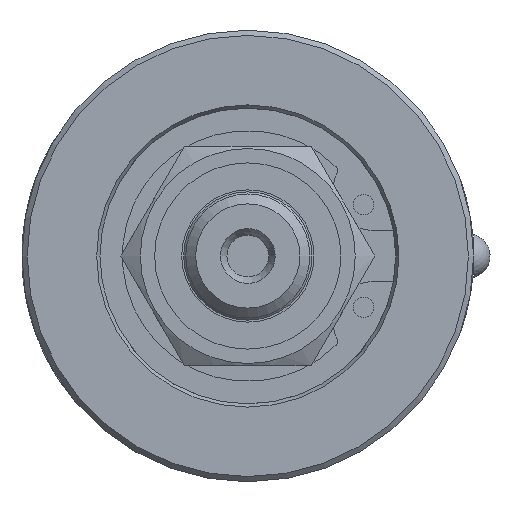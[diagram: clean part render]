
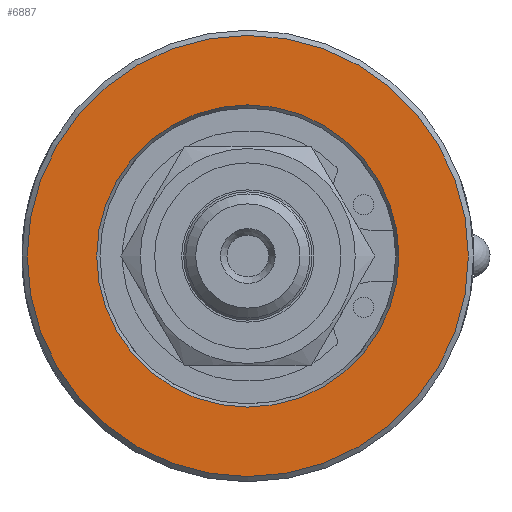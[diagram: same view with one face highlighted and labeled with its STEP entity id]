
A CAD part, left-side view. The second image highlights one B-rep face of the part: STEP entity #6887.
In plain terms, the highlighted planar face has unit normal (-1, 0, 0).
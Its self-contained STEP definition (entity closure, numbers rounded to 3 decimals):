
#92=FACE_BOUND('',#1602,.T.);
#1166=FACE_OUTER_BOUND('',#1601,.T.);
#1601=EDGE_LOOP('',(#6297));
#1602=EDGE_LOOP('',(#6298,#6299));
#2634=CIRCLE('',#7366,11.6);
#2635=CIRCLE('',#7367,11.6);
#2665=CIRCLE('',#7415,16.935);
#3305=VERTEX_POINT('',#54434);
#3306=VERTEX_POINT('',#54436);
#3338=VERTEX_POINT('',#54532);
#4288=EDGE_CURVE('',#3306,#3305,#2634,.T.);
#4289=EDGE_CURVE('',#3305,#3306,#2635,.T.);
#4334=EDGE_CURVE('',#3338,#3338,#2665,.T.);
#6297=ORIENTED_EDGE('',*,*,#4334,.F.);
#6298=ORIENTED_EDGE('',*,*,#4288,.T.);
#6299=ORIENTED_EDGE('',*,*,#4289,.T.);
#6510=PLANE('',#7414);
#6887=ADVANCED_FACE('',(#1166,#92),#6510,.T.);
#7366=AXIS2_PLACEMENT_3D('',#54437,#8672,#8673);
#7367=AXIS2_PLACEMENT_3D('',#54438,#8674,#8675);
#7414=AXIS2_PLACEMENT_3D('',#54531,#8783,#8784);
#7415=AXIS2_PLACEMENT_3D('',#54533,#8785,#8786);
#8672=DIRECTION('center_axis',(1.,0.,0.));
#8673=DIRECTION('ref_axis',(0.,1.,0.));
#8674=DIRECTION('center_axis',(1.,0.,0.));
#8675=DIRECTION('ref_axis',(0.,1.,0.));
#8783=DIRECTION('center_axis',(-1.,0.,0.));
#8784=DIRECTION('ref_axis',(0.,0.,1.));
#8785=DIRECTION('center_axis',(1.,0.,0.));
#8786=DIRECTION('ref_axis',(0.,-1.,0.));
#54434=CARTESIAN_POINT('',(69.088,-11.6,0.));
#54436=CARTESIAN_POINT('',(69.088,11.6,0.));
#54437=CARTESIAN_POINT('Origin',(69.088,0.,0.));
#54438=CARTESIAN_POINT('Origin',(69.088,0.,0.));
#54531=CARTESIAN_POINT('Origin',(69.088,8.668,0.));
#54532=CARTESIAN_POINT('',(69.088,16.935,0.));
#54533=CARTESIAN_POINT('Origin',(69.088,0.,0.));
